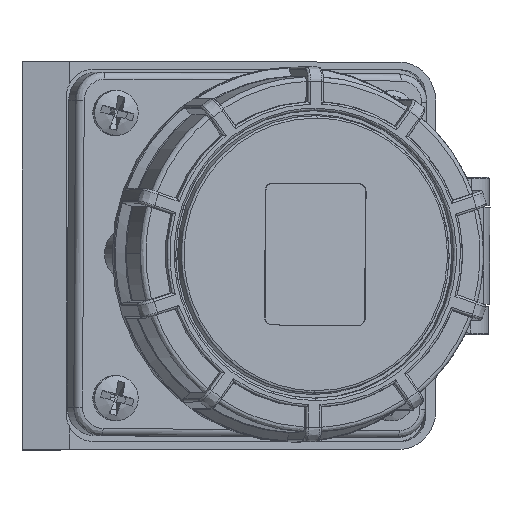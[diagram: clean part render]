
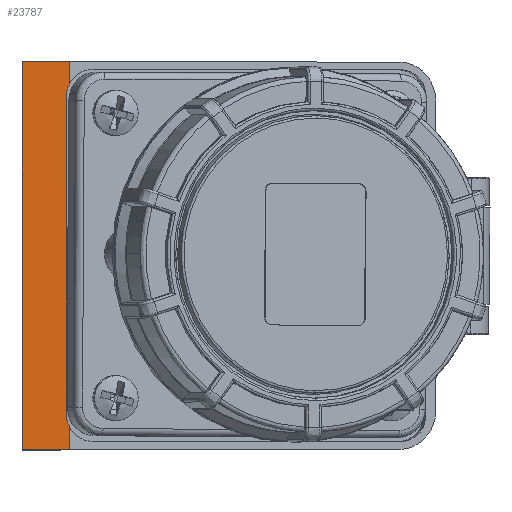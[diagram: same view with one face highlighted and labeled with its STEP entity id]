
A CAD part, top view. The second image highlights one B-rep face of the part: STEP entity #23787.
In plain terms, the highlighted planar face has unit normal (0, 0, 1).
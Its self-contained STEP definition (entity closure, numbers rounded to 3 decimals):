
#936 = VECTOR ( 'NONE', #3103, 1000. ) ;
#1336 = CARTESIAN_POINT ( 'NONE',  ( -83.059, -28.698, 55.393 ) ) ;
#1540 =( BOUNDED_CURVE ( )  B_SPLINE_CURVE ( 3, ( #24566, #4590, #1790, #25114 ),
 .UNSPECIFIED., .F., .T. ) 
 B_SPLINE_CURVE_WITH_KNOTS ( ( 4, 4 ),
 ( 3.142, 3.606 ),
 .UNSPECIFIED. ) 
 CURVE ( )  GEOMETRIC_REPRESENTATION_ITEM ( )  RATIONAL_B_SPLINE_CURVE ( ( 1., 0.982, 0.982, 1. ) ) 
 REPRESENTATION_ITEM ( '' )  );
#1790 = CARTESIAN_POINT ( 'NONE',  ( -82.854, 40.199, 55.393 ) ) ;
#1822 = LINE ( 'NONE', #35495, #17383 ) ;
#1840 = DIRECTION ( 'NONE',  ( 1., 0., 0. ) ) ;
#1997 = EDGE_CURVE ( 'NONE', #21988, #3880, #1540, .T. ) ;
#2181 = ORIENTED_EDGE ( 'NONE', *, *, #3930, .F. ) ;
#2751 = EDGE_CURVE ( 'NONE', #31880, #31940, #1822, .T. ) ;
#2879 = CARTESIAN_POINT ( 'NONE',  ( -83.059, 38.502, 55.393 ) ) ;
#3103 = DIRECTION ( 'NONE',  ( 1., 0., 0. ) ) ;
#3880 = VERTEX_POINT ( 'NONE', #22260 ) ;
#3930 = EDGE_CURVE ( 'NONE', #31876, #31880, #8050, .T. ) ;
#4253 = ORIENTED_EDGE ( 'NONE', *, *, #1997, .T. ) ;
#4590 = CARTESIAN_POINT ( 'NONE',  ( -83.059, 39.362, 55.393 ) ) ;
#6197 = ORIENTED_EDGE ( 'NONE', *, *, #2751, .F. ) ;
#6696 = CARTESIAN_POINT ( 'NONE',  ( -92.455, 45.619, 55.393 ) ) ;
#6948 = CARTESIAN_POINT ( 'NONE',  ( -83.059, -29.558, 55.393 ) ) ;
#8050 = LINE ( 'NONE', #19440, #15512 ) ;
#8570 = ORIENTED_EDGE ( 'NONE', *, *, #16032, .T. ) ;
#9801 = DIRECTION ( 'NONE',  ( 0., 1., 0. ) ) ;
#12874 = VERTEX_POINT ( 'NONE', #21734 ) ;
#13596 = VECTOR ( 'NONE', #27903, 1000. ) ;
#13784 = EDGE_LOOP ( 'NONE', ( #34945, #4253, #30337, #6197, #2181, #16950, #23564, #8570 ) ) ;
#14144 = AXIS2_PLACEMENT_3D ( 'NONE', #32897, #29876, #1840 ) ;
#14593 = DIRECTION ( 'NONE',  ( 0., 1., 0. ) ) ;
#15512 = VECTOR ( 'NONE', #14593, 1000. ) ;
#15532 = CARTESIAN_POINT ( 'NONE',  ( -82.455, -31.164, 55.393 ) ) ;
#16032 = EDGE_CURVE ( 'NONE', #12874, #18981, #24754, .T. ) ;
#16326 = CARTESIAN_POINT ( 'NONE',  ( -83.059, 4.869, 55.393 ) ) ;
#16950 = ORIENTED_EDGE ( 'NONE', *, *, #23065, .T. ) ;
#17383 = VECTOR ( 'NONE', #35677, 1000. ) ;
#17845 = CARTESIAN_POINT ( 'NONE',  ( -48.955, -35.881, 55.393 ) ) ;
#18052 = CARTESIAN_POINT ( 'NONE',  ( -82.455, 45.619, 55.393 ) ) ;
#18360 = CARTESIAN_POINT ( 'NONE',  ( -82.455, 4.869, 55.393 ) ) ;
#18981 = VERTEX_POINT ( 'NONE', #19513 ) ;
#19422 = VECTOR ( 'NONE', #31959, 1000. ) ;
#19440 = CARTESIAN_POINT ( 'NONE',  ( -92.455, 45.619, 55.393 ) ) ;
#19513 = CARTESIAN_POINT ( 'NONE',  ( -83.059, -28.698, 55.393 ) ) ;
#20515 = LINE ( 'NONE', #29114, #19422 ) ;
#21734 = CARTESIAN_POINT ( 'NONE',  ( -82.455, -31.164, 55.393 ) ) ;
#21988 = VERTEX_POINT ( 'NONE', #2879 ) ;
#22260 = CARTESIAN_POINT ( 'NONE',  ( -82.455, 40.968, 55.393 ) ) ;
#23065 = EDGE_CURVE ( 'NONE', #31876, #34316, #34545, .T. ) ;
#23564 = ORIENTED_EDGE ( 'NONE', *, *, #28341, .T. ) ;
#23747 = CARTESIAN_POINT ( 'NONE',  ( -82.854, -30.395, 55.393 ) ) ;
#23787 = ADVANCED_FACE ( 'NONE', ( #24059 ), #35890, .T. ) ;
#24059 = FACE_OUTER_BOUND ( 'NONE', #13784, .T. ) ;
#24360 = LINE ( 'NONE', #16326, #13596 ) ;
#24398 = CARTESIAN_POINT ( 'NONE',  ( -82.455, -35.881, 55.393 ) ) ;
#24566 = CARTESIAN_POINT ( 'NONE',  ( -83.059, 38.502, 55.393 ) ) ;
#24717 = EDGE_CURVE ( 'NONE', #18981, #21988, #24360, .T. ) ;
#24754 =( BOUNDED_CURVE ( )  B_SPLINE_CURVE ( 3, ( #15532, #23747, #6948, #1336 ),
 .UNSPECIFIED., .F., .T. ) 
 B_SPLINE_CURVE_WITH_KNOTS ( ( 4, 4 ),
 ( 2.677, 3.142 ),
 .UNSPECIFIED. ) 
 CURVE ( )  GEOMETRIC_REPRESENTATION_ITEM ( )  RATIONAL_B_SPLINE_CURVE ( ( 1., 0.982, 0.982, 1. ) ) 
 REPRESENTATION_ITEM ( '' )  );
#25114 = CARTESIAN_POINT ( 'NONE',  ( -82.455, 40.968, 55.393 ) ) ;
#26124 = CARTESIAN_POINT ( 'NONE',  ( -92.455, -35.881, 55.393 ) ) ;
#27764 = VECTOR ( 'NONE', #9801, 1000. ) ;
#27903 = DIRECTION ( 'NONE',  ( 0., 1., 0. ) ) ;
#28341 = EDGE_CURVE ( 'NONE', #34316, #12874, #20515, .T. ) ;
#29114 = CARTESIAN_POINT ( 'NONE',  ( -82.455, 4.869, 55.393 ) ) ;
#29732 = EDGE_CURVE ( 'NONE', #3880, #31940, #35809, .T. ) ;
#29876 = DIRECTION ( 'NONE',  ( 0., 0., 1. ) ) ;
#30337 = ORIENTED_EDGE ( 'NONE', *, *, #29732, .T. ) ;
#31876 = VERTEX_POINT ( 'NONE', #26124 ) ;
#31880 = VERTEX_POINT ( 'NONE', #6696 ) ;
#31940 = VERTEX_POINT ( 'NONE', #18052 ) ;
#31959 = DIRECTION ( 'NONE',  ( 0., 1., 0. ) ) ;
#32897 = CARTESIAN_POINT ( 'NONE',  ( -48.955, 4.869, 55.393 ) ) ;
#34316 = VERTEX_POINT ( 'NONE', #24398 ) ;
#34545 = LINE ( 'NONE', #17845, #936 ) ;
#34945 = ORIENTED_EDGE ( 'NONE', *, *, #24717, .T. ) ;
#35495 = CARTESIAN_POINT ( 'NONE',  ( -5.455, 45.619, 55.393 ) ) ;
#35677 = DIRECTION ( 'NONE',  ( 1., 0., 0. ) ) ;
#35809 = LINE ( 'NONE', #18360, #27764 ) ;
#35890 = PLANE ( 'NONE',  #14144 ) ;
